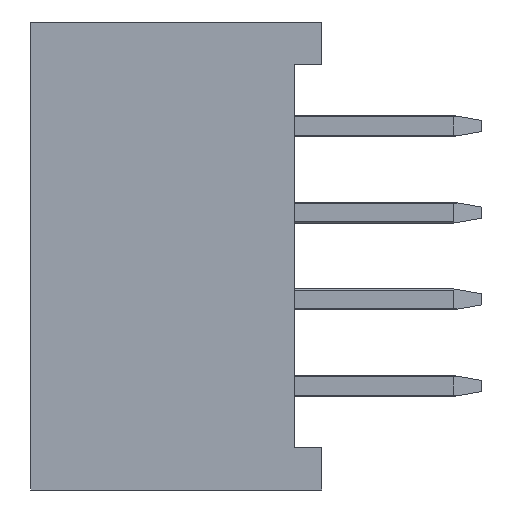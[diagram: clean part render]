
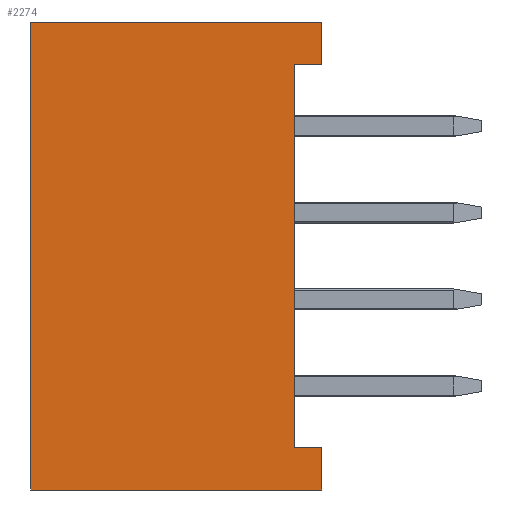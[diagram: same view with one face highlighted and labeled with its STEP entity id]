
A CAD part, front view. The second image highlights one B-rep face of the part: STEP entity #2274.
In plain terms, the highlighted planar face has unit normal (0, -1, 0).
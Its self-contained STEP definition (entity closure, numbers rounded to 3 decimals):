
#136=FACE_OUTER_BOUND('',#266,.T.);
#266=EDGE_LOOP('',(#1679,#1680,#1681,#1682,#1683,#1684,#1685,#1686));
#404=LINE('',#3312,#686);
#419=LINE('',#3342,#701);
#450=LINE('',#3404,#732);
#461=LINE('',#3426,#743);
#470=LINE('',#3443,#752);
#471=LINE('',#3445,#753);
#472=LINE('',#3447,#754);
#473=LINE('',#3448,#755);
#686=VECTOR('',#2674,1000.);
#701=VECTOR('',#2697,1000.);
#732=VECTOR('',#2748,1000.);
#743=VECTOR('',#2765,1000.);
#752=VECTOR('',#2776,1000.);
#753=VECTOR('',#2777,1000.);
#754=VECTOR('',#2778,1000.);
#755=VECTOR('',#2779,1000.);
#959=VERTEX_POINT('',#3308);
#961=VERTEX_POINT('',#3311);
#972=VERTEX_POINT('',#3341);
#993=VERTEX_POINT('',#3402);
#1001=VERTEX_POINT('',#3425);
#1008=VERTEX_POINT('',#3442);
#1009=VERTEX_POINT('',#3444);
#1010=VERTEX_POINT('',#3446);
#1194=EDGE_CURVE('',#959,#961,#404,.T.);
#1209=EDGE_CURVE('',#972,#961,#419,.T.);
#1240=EDGE_CURVE('',#959,#993,#450,.T.);
#1251=EDGE_CURVE('',#1001,#972,#461,.T.);
#1260=EDGE_CURVE('',#993,#1008,#470,.T.);
#1261=EDGE_CURVE('',#1008,#1009,#471,.T.);
#1262=EDGE_CURVE('',#1010,#1009,#472,.T.);
#1263=EDGE_CURVE('',#1010,#1001,#473,.T.);
#1679=ORIENTED_EDGE('',*,*,#1260,.T.);
#1680=ORIENTED_EDGE('',*,*,#1261,.T.);
#1681=ORIENTED_EDGE('',*,*,#1262,.F.);
#1682=ORIENTED_EDGE('',*,*,#1263,.T.);
#1683=ORIENTED_EDGE('',*,*,#1251,.T.);
#1684=ORIENTED_EDGE('',*,*,#1209,.T.);
#1685=ORIENTED_EDGE('',*,*,#1194,.F.);
#1686=ORIENTED_EDGE('',*,*,#1240,.T.);
#2160=PLANE('',#2430);
#2274=ADVANCED_FACE('',(#136),#2160,.T.);
#2430=AXIS2_PLACEMENT_3D('',#3441,#2774,#2775);
#2674=DIRECTION('',(0.,0.,-1.));
#2697=DIRECTION('',(1.,0.,0.));
#2748=DIRECTION('',(-1.,0.,0.));
#2765=DIRECTION('',(0.,0.,1.));
#2774=DIRECTION('center_axis',(0.,-1.,0.));
#2775=DIRECTION('ref_axis',(0.,0.,-1.));
#2776=DIRECTION('',(0.,0.,-1.));
#2777=DIRECTION('',(1.,0.,0.));
#2778=DIRECTION('',(0.,0.,-1.));
#2779=DIRECTION('',(-1.,0.,0.));
#3308=CARTESIAN_POINT('',(4.2,0.,0.));
#3311=CARTESIAN_POINT('',(4.2,0.,-0.61));
#3312=CARTESIAN_POINT('',(4.2,0.,0.));
#3341=CARTESIAN_POINT('',(3.8,0.,-0.61));
#3342=CARTESIAN_POINT('',(4.2,0.,-0.61));
#3402=CARTESIAN_POINT('',(0.,0.,0.));
#3404=CARTESIAN_POINT('',(0.,0.,0.));
#3425=CARTESIAN_POINT('',(3.8,0.,-6.14));
#3426=CARTESIAN_POINT('',(3.8,0.,0.));
#3441=CARTESIAN_POINT('Origin',(0.,0.,2.5));
#3442=CARTESIAN_POINT('',(0.,0.,-6.75));
#3443=CARTESIAN_POINT('',(0.,0.,2.5));
#3444=CARTESIAN_POINT('',(4.2,0.,-6.75));
#3445=CARTESIAN_POINT('',(0.,0.,-6.75));
#3446=CARTESIAN_POINT('',(4.2,0.,-6.14));
#3447=CARTESIAN_POINT('',(4.2,0.,2.5));
#3448=CARTESIAN_POINT('',(4.2,0.,-6.14));
